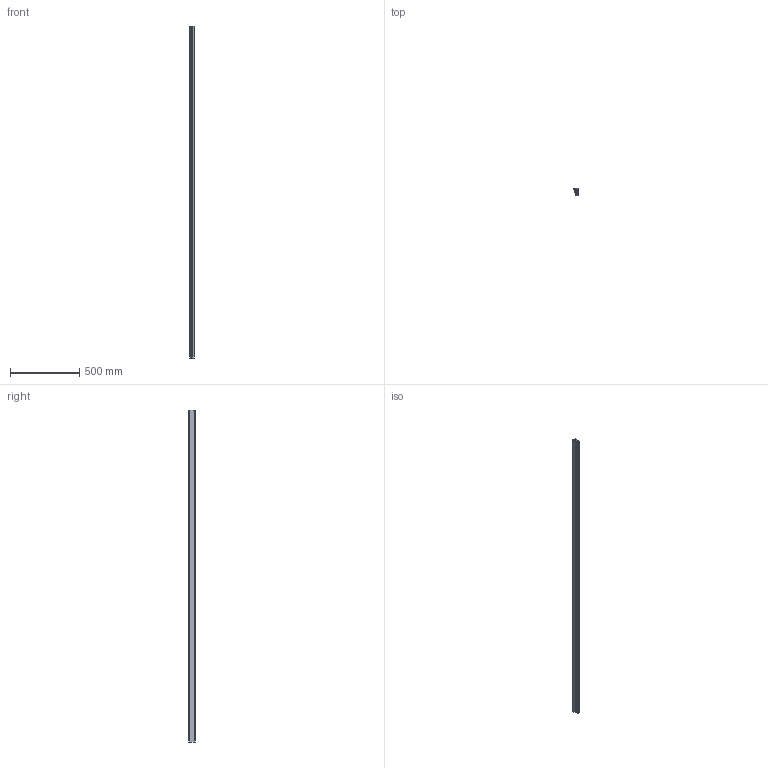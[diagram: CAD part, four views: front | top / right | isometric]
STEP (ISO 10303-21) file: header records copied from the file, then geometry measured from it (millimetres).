
FILE_DESCRIPTION (( 'STEP AP214' ), '1' );
FILE_NAME ('6650042', '2019-02-01T11:54:56', ( '' ), ('JUGARD+KÜNSTNER GmbH'), 'SwSTEP 2.0', 'SolidWorks 2017', '' );
FILE_SCHEMA (( 'AUTOMOTIVE_DESIGN' ));
Length unit declared in the file: millimetre
Products named in the file (1): 6650042_CNAJF00
Bounding box: 30 x 50 x 2400 mm (x, y, z)
Volume: 1046512.9 mm3; surface area: 961730 mm2
Topology: 1 solids, 1 shells, 53 faces, 153 edges, 102 vertices
Faces by surface type: plane 39, cylinder 14
Entity records: 1781 total; most frequent: CARTESIAN_POINT 309, ORIENTED_EDGE 306, DIRECTION 289, EDGE_CURVE 153, VECTOR 125, LINE 125, VERTEX_POINT 102, AXIS2_PLACEMENT_3D 82
